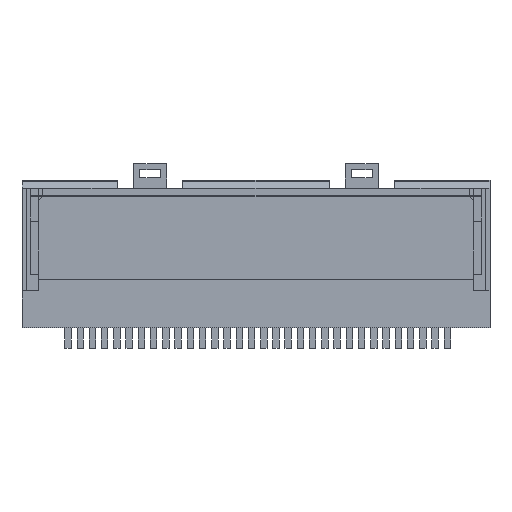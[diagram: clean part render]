
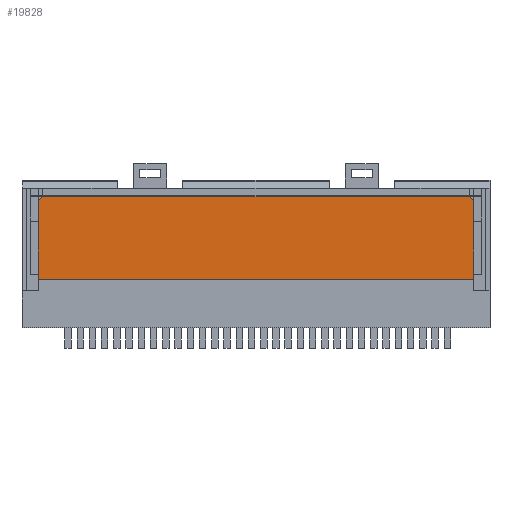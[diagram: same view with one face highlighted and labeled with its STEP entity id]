
A CAD part, top view. The second image highlights one B-rep face of the part: STEP entity #19828.
In plain terms, the highlighted planar face has unit normal (0, 0, 1).
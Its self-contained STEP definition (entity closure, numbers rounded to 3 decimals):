
#648 = PLANE('',#649);
#649 = AXIS2_PLACEMENT_3D('',#650,#651,#652);
#650 = CARTESIAN_POINT('',(-28.5,-3.1,6.8));
#651 = DIRECTION('',(0.,1.,0.));
#652 = DIRECTION('',(0.,0.,1.));
#675 = PLANE('',#676);
#676 = AXIS2_PLACEMENT_3D('',#677,#678,#679);
#677 = CARTESIAN_POINT('',(-26.,-4.5,1.));
#678 = DIRECTION('',(1.,0.,0.));
#679 = DIRECTION('',(0.,0.,1.));
#767 = PLANE('',#768);
#768 = AXIS2_PLACEMENT_3D('',#769,#770,#771);
#769 = CARTESIAN_POINT('',(27.,-4.5,1.));
#770 = DIRECTION('',(1.,0.,0.));
#771 = DIRECTION('',(0.,0.,1.));
#7648 = VERTEX_POINT('',#7649);
#7649 = CARTESIAN_POINT('',(-26.,-3.1,7.));
#7668 = EDGE_CURVE('',#7669,#7648,#7671,.T.);
#7669 = VERTEX_POINT('',#7670);
#7670 = CARTESIAN_POINT('',(27.,-3.1,7.));
#7671 = SURFACE_CURVE('',#7672,(#7676,#7682),.PCURVE_S1.);
#7672 = LINE('',#7673,#7674);
#7673 = CARTESIAN_POINT('',(-28.25,-3.1,7.));
#7674 = VECTOR('',#7675,1.);
#7675 = DIRECTION('',(-1.,0.,0.));
#7676 = PCURVE('',#648,#7677);
#7677 = DEFINITIONAL_REPRESENTATION('',(#7678),#7681);
#7678 = B_SPLINE_CURVE_WITH_KNOTS('',1,(#7679,#7680),.UNSPECIFIED.,.F.,
  .F.,(2,2),(-62.95,5.45),.PIECEWISE_BEZIER_KNOTS.);
#7679 = CARTESIAN_POINT('',(0.2,63.2));
#7680 = CARTESIAN_POINT('',(0.2,-5.2));
#7681 = ( GEOMETRIC_REPRESENTATION_CONTEXT(2) 
PARAMETRIC_REPRESENTATION_CONTEXT() REPRESENTATION_CONTEXT('2D SPACE',''
  ) );
#7682 = PCURVE('',#7683,#7688);
#7683 = PLANE('',#7684);
#7684 = AXIS2_PLACEMENT_3D('',#7685,#7686,#7687);
#7685 = CARTESIAN_POINT('',(-28.,-9.,7.));
#7686 = DIRECTION('',(0.,0.,1.));
#7687 = DIRECTION('',(1.,0.,0.));
#7688 = DEFINITIONAL_REPRESENTATION('',(#7689),#7692);
#7689 = B_SPLINE_CURVE_WITH_KNOTS('',1,(#7690,#7691),.UNSPECIFIED.,.F.,
  .F.,(2,2),(-62.95,5.45),.PIECEWISE_BEZIER_KNOTS.);
#7690 = CARTESIAN_POINT('',(62.7,5.9));
#7691 = CARTESIAN_POINT('',(-5.7,5.9));
#7692 = ( GEOMETRIC_REPRESENTATION_CONTEXT(2) 
PARAMETRIC_REPRESENTATION_CONTEXT() REPRESENTATION_CONTEXT('2D SPACE',''
  ) );
#7766 = VERTEX_POINT('',#7767);
#7767 = CARTESIAN_POINT('',(27.,6.5,7.));
#7780 = PLANE('',#7781);
#7781 = AXIS2_PLACEMENT_3D('',#7782,#7783,#7784);
#7782 = CARTESIAN_POINT('',(26.5,7.,3.));
#7783 = DIRECTION('',(0.707,0.707,0.));
#7784 = DIRECTION('',(0.,0.,1.));
#7791 = EDGE_CURVE('',#7669,#7766,#7792,.T.);
#7792 = SURFACE_CURVE('',#7793,(#7797,#7803),.PCURVE_S1.);
#7793 = LINE('',#7794,#7795);
#7794 = CARTESIAN_POINT('',(27.,-6.75,7.));
#7795 = VECTOR('',#7796,1.);
#7796 = DIRECTION('',(0.,1.,0.));
#7797 = PCURVE('',#767,#7798);
#7798 = DEFINITIONAL_REPRESENTATION('',(#7799),#7802);
#7799 = B_SPLINE_CURVE_WITH_KNOTS('',1,(#7800,#7801),.UNSPECIFIED.,.F.,
  .F.,(2,2),(2.44,14.9),.PIECEWISE_BEZIER_KNOTS.);
#7800 = CARTESIAN_POINT('',(6.,-0.19));
#7801 = CARTESIAN_POINT('',(6.,-12.65));
#7802 = ( GEOMETRIC_REPRESENTATION_CONTEXT(2) 
PARAMETRIC_REPRESENTATION_CONTEXT() REPRESENTATION_CONTEXT('2D SPACE',''
  ) );
#7803 = PCURVE('',#7683,#7804);
#7804 = DEFINITIONAL_REPRESENTATION('',(#7805),#7808);
#7805 = B_SPLINE_CURVE_WITH_KNOTS('',1,(#7806,#7807),.UNSPECIFIED.,.F.,
  .F.,(2,2),(2.44,14.9),.PIECEWISE_BEZIER_KNOTS.);
#7806 = CARTESIAN_POINT('',(55.,4.69));
#7807 = CARTESIAN_POINT('',(55.,17.15));
#7808 = ( GEOMETRIC_REPRESENTATION_CONTEXT(2) 
PARAMETRIC_REPRESENTATION_CONTEXT() REPRESENTATION_CONTEXT('2D SPACE',''
  ) );
#7921 = VERTEX_POINT('',#7922);
#7922 = CARTESIAN_POINT('',(-26.,6.5,7.));
#7936 = PLANE('',#7937);
#7937 = AXIS2_PLACEMENT_3D('',#7938,#7939,#7940);
#7938 = CARTESIAN_POINT('',(-26.,6.5,3.));
#7939 = DIRECTION('',(-0.707,0.707,0.));
#7940 = DIRECTION('',(0.,0.,1.));
#7948 = EDGE_CURVE('',#7648,#7921,#7949,.T.);
#7949 = SURFACE_CURVE('',#7950,(#7954,#7960),.PCURVE_S1.);
#7950 = LINE('',#7951,#7952);
#7951 = CARTESIAN_POINT('',(-26.,-6.75,7.));
#7952 = VECTOR('',#7953,1.);
#7953 = DIRECTION('',(0.,1.,0.));
#7954 = PCURVE('',#675,#7955);
#7955 = DEFINITIONAL_REPRESENTATION('',(#7956),#7959);
#7956 = B_SPLINE_CURVE_WITH_KNOTS('',1,(#7957,#7958),.UNSPECIFIED.,.F.,
  .F.,(2,2),(2.44,14.9),.PIECEWISE_BEZIER_KNOTS.);
#7957 = CARTESIAN_POINT('',(6.,-0.19));
#7958 = CARTESIAN_POINT('',(6.,-12.65));
#7959 = ( GEOMETRIC_REPRESENTATION_CONTEXT(2) 
PARAMETRIC_REPRESENTATION_CONTEXT() REPRESENTATION_CONTEXT('2D SPACE',''
  ) );
#7960 = PCURVE('',#7683,#7961);
#7961 = DEFINITIONAL_REPRESENTATION('',(#7962),#7965);
#7962 = B_SPLINE_CURVE_WITH_KNOTS('',1,(#7963,#7964),.UNSPECIFIED.,.F.,
  .F.,(2,2),(2.44,14.9),.PIECEWISE_BEZIER_KNOTS.);
#7963 = CARTESIAN_POINT('',(2.,4.69));
#7964 = CARTESIAN_POINT('',(2.,17.15));
#7965 = ( GEOMETRIC_REPRESENTATION_CONTEXT(2) 
PARAMETRIC_REPRESENTATION_CONTEXT() REPRESENTATION_CONTEXT('2D SPACE',''
  ) );
#19828 = ADVANCED_FACE('',(#19829),#7683,.T.);
#19829 = FACE_BOUND('',#19830,.T.);
#19830 = EDGE_LOOP('',(#19831,#19832,#19833,#19834,#19855,#19881));
#19831 = ORIENTED_EDGE('',*,*,#7948,.F.);
#19832 = ORIENTED_EDGE('',*,*,#7668,.F.);
#19833 = ORIENTED_EDGE('',*,*,#7791,.T.);
#19834 = ORIENTED_EDGE('',*,*,#19835,.T.);
#19835 = EDGE_CURVE('',#7766,#19836,#19838,.T.);
#19836 = VERTEX_POINT('',#19837);
#19837 = CARTESIAN_POINT('',(26.5,7.,7.));
#19838 = SURFACE_CURVE('',#19839,(#19843,#19849),.PCURVE_S1.);
#19839 = LINE('',#19840,#19841);
#19840 = CARTESIAN_POINT('',(16.875,16.625,7.));
#19841 = VECTOR('',#19842,1.);
#19842 = DIRECTION('',(-0.707,0.707,0.));
#19843 = PCURVE('',#7683,#19844);
#19844 = DEFINITIONAL_REPRESENTATION('',(#19845),#19848);
#19845 = B_SPLINE_CURVE_WITH_KNOTS('',1,(#19846,#19847),.UNSPECIFIED.,
  .F.,.F.,(2,2),(-14.712,-13.512),
  .PIECEWISE_BEZIER_KNOTS.);
#19846 = CARTESIAN_POINT('',(55.278,15.222));
#19847 = CARTESIAN_POINT('',(54.429,16.071));
#19848 = ( GEOMETRIC_REPRESENTATION_CONTEXT(2) 
PARAMETRIC_REPRESENTATION_CONTEXT() REPRESENTATION_CONTEXT('2D SPACE',''
  ) );
#19849 = PCURVE('',#7780,#19850);
#19850 = DEFINITIONAL_REPRESENTATION('',(#19851),#19854);
#19851 = B_SPLINE_CURVE_WITH_KNOTS('',1,(#19852,#19853),.UNSPECIFIED.,
  .F.,.F.,(2,2),(-14.712,-13.512),
  .PIECEWISE_BEZIER_KNOTS.);
#19852 = CARTESIAN_POINT('',(4.,1.1));
#19853 = CARTESIAN_POINT('',(4.,-0.1));
#19854 = ( GEOMETRIC_REPRESENTATION_CONTEXT(2) 
PARAMETRIC_REPRESENTATION_CONTEXT() REPRESENTATION_CONTEXT('2D SPACE',''
  ) );
#19855 = ORIENTED_EDGE('',*,*,#19856,.T.);
#19856 = EDGE_CURVE('',#19836,#19857,#19859,.T.);
#19857 = VERTEX_POINT('',#19858);
#19858 = CARTESIAN_POINT('',(-25.5,7.,7.));
#19859 = SURFACE_CURVE('',#19860,(#19864,#19870),.PCURVE_S1.);
#19860 = LINE('',#19861,#19862);
#19861 = CARTESIAN_POINT('',(-27.5,7.,7.));
#19862 = VECTOR('',#19863,1.);
#19863 = DIRECTION('',(-1.,0.,0.));
#19864 = PCURVE('',#7683,#19865);
#19865 = DEFINITIONAL_REPRESENTATION('',(#19866),#19869);
#19866 = B_SPLINE_CURVE_WITH_KNOTS('',1,(#19867,#19868),.UNSPECIFIED.,
  .F.,.F.,(2,2),(-59.8,3.8),.PIECEWISE_BEZIER_KNOTS.);
#19867 = CARTESIAN_POINT('',(60.3,16.));
#19868 = CARTESIAN_POINT('',(-3.3,16.));
#19869 = ( GEOMETRIC_REPRESENTATION_CONTEXT(2) 
PARAMETRIC_REPRESENTATION_CONTEXT() REPRESENTATION_CONTEXT('2D SPACE',''
  ) );
#19870 = PCURVE('',#19871,#19876);
#19871 = PLANE('',#19872);
#19872 = AXIS2_PLACEMENT_3D('',#19873,#19874,#19875);
#19873 = CARTESIAN_POINT('',(-27.,7.,1.));
#19874 = DIRECTION('',(0.,1.,0.));
#19875 = DIRECTION('',(0.,0.,1.));
#19876 = DEFINITIONAL_REPRESENTATION('',(#19877),#19880);
#19877 = B_SPLINE_CURVE_WITH_KNOTS('',1,(#19878,#19879),.UNSPECIFIED.,
  .F.,.F.,(2,2),(-59.8,3.8),.PIECEWISE_BEZIER_KNOTS.);
#19878 = CARTESIAN_POINT('',(6.,59.3));
#19879 = CARTESIAN_POINT('',(6.,-4.3));
#19880 = ( GEOMETRIC_REPRESENTATION_CONTEXT(2) 
PARAMETRIC_REPRESENTATION_CONTEXT() REPRESENTATION_CONTEXT('2D SPACE',''
  ) );
#19881 = ORIENTED_EDGE('',*,*,#19882,.T.);
#19882 = EDGE_CURVE('',#19857,#7921,#19883,.T.);
#19883 = SURFACE_CURVE('',#19884,(#19888,#19894),.PCURVE_S1.);
#19884 = LINE('',#19885,#19886);
#19885 = CARTESIAN_POINT('',(-30.375,2.125,7.));
#19886 = VECTOR('',#19887,1.);
#19887 = DIRECTION('',(-0.707,-0.707,0.));
#19888 = PCURVE('',#7683,#19889);
#19889 = DEFINITIONAL_REPRESENTATION('',(#19890),#19893);
#19890 = B_SPLINE_CURVE_WITH_KNOTS('',1,(#19891,#19892),.UNSPECIFIED.,
  .F.,.F.,(2,2),(-7.287,-6.087),
  .PIECEWISE_BEZIER_KNOTS.);
#19891 = CARTESIAN_POINT('',(2.778,16.278));
#19892 = CARTESIAN_POINT('',(1.929,15.429));
#19893 = ( GEOMETRIC_REPRESENTATION_CONTEXT(2) 
PARAMETRIC_REPRESENTATION_CONTEXT() REPRESENTATION_CONTEXT('2D SPACE',''
  ) );
#19894 = PCURVE('',#7936,#19895);
#19895 = DEFINITIONAL_REPRESENTATION('',(#19896),#19899);
#19896 = B_SPLINE_CURVE_WITH_KNOTS('',1,(#19897,#19898),.UNSPECIFIED.,
  .F.,.F.,(2,2),(-7.287,-6.087),
  .PIECEWISE_BEZIER_KNOTS.);
#19897 = CARTESIAN_POINT('',(4.,1.1));
#19898 = CARTESIAN_POINT('',(4.,-0.1));
#19899 = ( GEOMETRIC_REPRESENTATION_CONTEXT(2) 
PARAMETRIC_REPRESENTATION_CONTEXT() REPRESENTATION_CONTEXT('2D SPACE',''
  ) );
